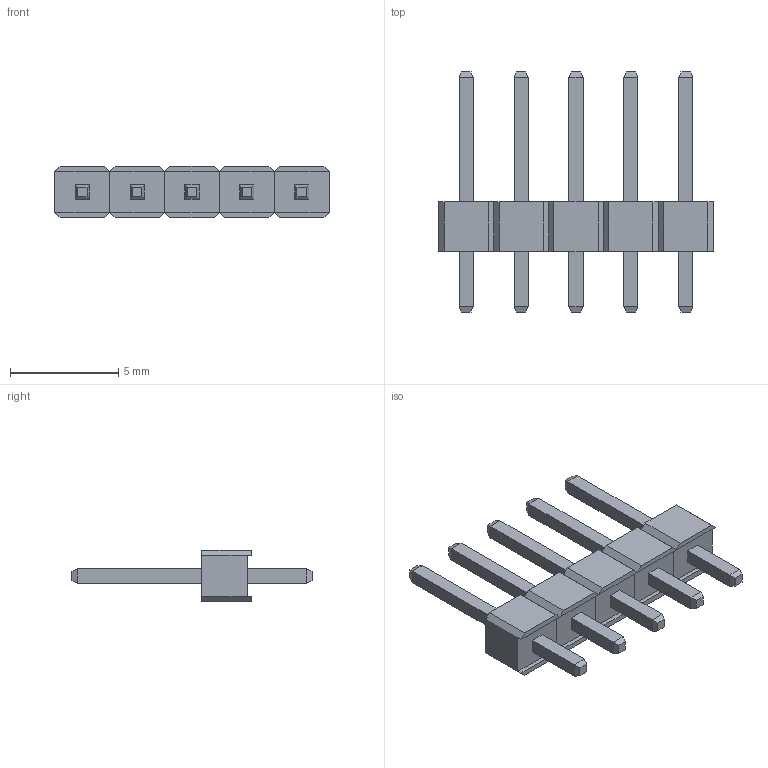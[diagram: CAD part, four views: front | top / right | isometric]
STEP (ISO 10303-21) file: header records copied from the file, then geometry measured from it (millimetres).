
FILE_DESCRIPTION (( 'STEP AP214' ), '1' );
FILE_NAME ('5x_Male_Pin_2.54_mm.STEP', '2020-05-13T07:44:55', ( '' ), ( '' ), 'SwSTEP 2.0', 'SolidWorks 2018', '' );
FILE_SCHEMA (( 'AUTOMOTIVE_DESIGN' ));
Length unit declared in the file: millimetre
Products named in the file (2): 5x_Male_Pin_2.54_mm; 1_Male_Pin_2.54_mm
Assembly tree (5 placements, depth 2):
  5x_Male_Pin_2.54_mm
    1_Male_Pin_2.54_mm  x5
Bounding box: 12.7 x 11.1 x 2.4 mm (x, y, z)
Volume: 82.6 mm3; surface area: 282.1 mm2
Topology: 5 solids, 5 shells, 160 faces, 360 edges, 220 vertices
Faces by surface type: plane 160
Entity records: 1310 total; most frequent: CARTESIAN_POINT 156, DIRECTION 152, ORIENTED_EDGE 144, EDGE_CURVE 72, LINE 72, VECTOR 72, VERTEX_POINT 44, AXIS2_PLACEMENT_3D 40
